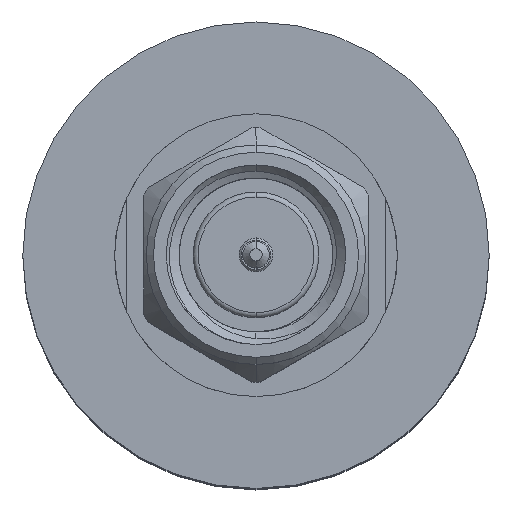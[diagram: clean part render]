
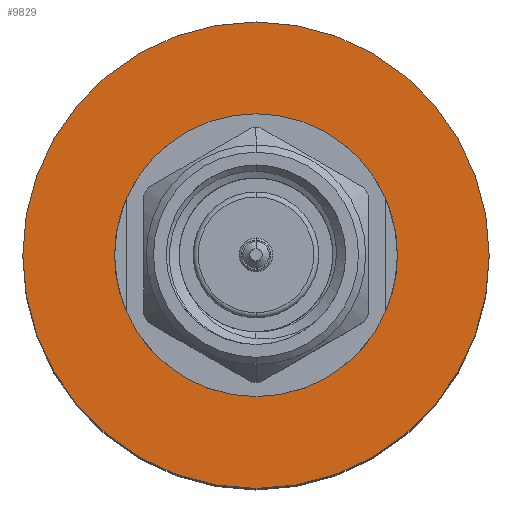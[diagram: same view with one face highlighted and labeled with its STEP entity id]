
A CAD part, top view. The second image highlights one B-rep face of the part: STEP entity #9829.
In plain terms, the highlighted planar face has unit normal (0, 0, 1).
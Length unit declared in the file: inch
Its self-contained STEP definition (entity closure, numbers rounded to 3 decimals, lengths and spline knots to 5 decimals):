
#413 = ORIENTED_EDGE ( 'NONE', *, *, #9050, .T. ) ;
#503 = CARTESIAN_POINT ( 'NONE',  ( 0.19685, 0., 0.02953 ) ) ;
#599 = AXIS2_PLACEMENT_3D ( 'NONE', #941, #1057, #2049 ) ;
#941 = CARTESIAN_POINT ( 'NONE',  ( 0., 0., 0.02953 ) ) ;
#1057 = DIRECTION ( 'NONE',  ( 0., 0., 1. ) ) ;
#1312 = CIRCLE ( 'NONE', #11646, 0.3248 ) ;
#1713 = VERTEX_POINT ( 'NONE', #3333 ) ;
#1745 = FACE_BOUND ( 'NONE', #3738, .T. ) ;
#2049 = DIRECTION ( 'NONE',  ( 1., 0., 0. ) ) ;
#2627 = CARTESIAN_POINT ( 'NONE',  ( 0., 0., 0.02953 ) ) ;
#3333 = CARTESIAN_POINT ( 'NONE',  ( 0.3248, 0., 0.02953 ) ) ;
#3336 = EDGE_CURVE ( 'NONE', #9394, #1713, #1312, .T. ) ;
#3393 = EDGE_LOOP ( 'NONE', ( #10122, #413 ) ) ;
#3568 = AXIS2_PLACEMENT_3D ( 'NONE', #4638, #9484, #12290 ) ;
#3738 = EDGE_LOOP ( 'NONE', ( #8174, #10502 ) ) ;
#3752 = DIRECTION ( 'NONE',  ( 1., 0., 0. ) ) ;
#3802 = CARTESIAN_POINT ( 'NONE',  ( 0., 0., 0.02953 ) ) ;
#4488 = EDGE_CURVE ( 'NONE', #9302, #10813, #10866, .T. ) ;
#4504 = AXIS2_PLACEMENT_3D ( 'NONE', #4674, #12271, #3752 ) ;
#4547 = DIRECTION ( 'NONE',  ( 1., 0., 0. ) ) ;
#4609 = DIRECTION ( 'NONE',  ( 0., 0., 1. ) ) ;
#4638 = CARTESIAN_POINT ( 'NONE',  ( 0., 0., 0.02953 ) ) ;
#4674 = CARTESIAN_POINT ( 'NONE',  ( 0., 0., 0.02953 ) ) ;
#4909 = DIRECTION ( 'NONE',  ( 0., 0., 1. ) ) ;
#5551 = PLANE ( 'NONE',  #599 ) ;
#5971 = CIRCLE ( 'NONE', #6962, 0.19685 ) ;
#6481 = FACE_OUTER_BOUND ( 'NONE', #3393, .T. ) ;
#6962 = AXIS2_PLACEMENT_3D ( 'NONE', #2627, #4609, #4547 ) ;
#7599 = DIRECTION ( 'NONE',  ( 1., 0., 0. ) ) ;
#8174 = ORIENTED_EDGE ( 'NONE', *, *, #4488, .F. ) ;
#8479 = CARTESIAN_POINT ( 'NONE',  ( -0.3248, 0., 0.02953 ) ) ;
#9050 = EDGE_CURVE ( 'NONE', #1713, #9394, #9726, .T. ) ;
#9302 = VERTEX_POINT ( 'NONE', #10786 ) ;
#9394 = VERTEX_POINT ( 'NONE', #8479 ) ;
#9484 = DIRECTION ( 'NONE',  ( 0., 0., 1. ) ) ;
#9726 = CIRCLE ( 'NONE', #3568, 0.3248 ) ;
#9816 = EDGE_CURVE ( 'NONE', #10813, #9302, #5971, .T. ) ;
#9829 = ADVANCED_FACE ( 'NONE', ( #6481, #1745 ), #5551, .T. ) ;
#10122 = ORIENTED_EDGE ( 'NONE', *, *, #3336, .T. ) ;
#10502 = ORIENTED_EDGE ( 'NONE', *, *, #9816, .F. ) ;
#10786 = CARTESIAN_POINT ( 'NONE',  ( -0.19685, 0., 0.02953 ) ) ;
#10813 = VERTEX_POINT ( 'NONE', #503 ) ;
#10866 = CIRCLE ( 'NONE', #4504, 0.19685 ) ;
#11646 = AXIS2_PLACEMENT_3D ( 'NONE', #3802, #4909, #7599 ) ;
#12271 = DIRECTION ( 'NONE',  ( 0., 0., 1. ) ) ;
#12290 = DIRECTION ( 'NONE',  ( 1., 0., 0. ) ) ;
